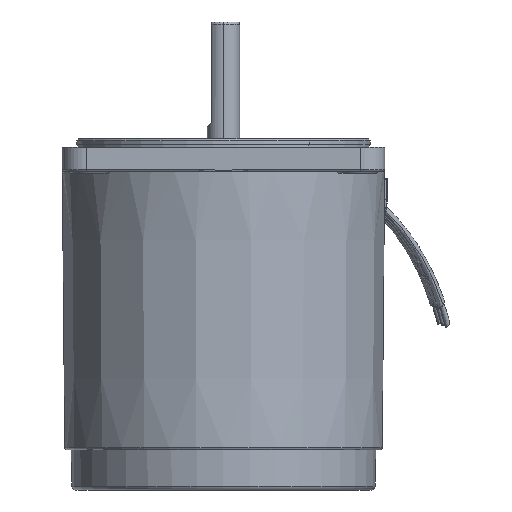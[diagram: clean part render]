
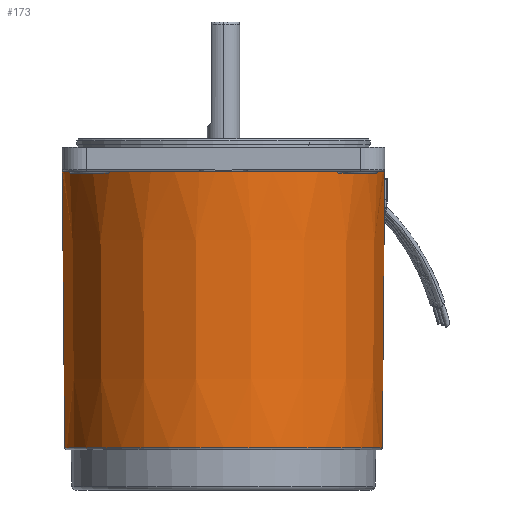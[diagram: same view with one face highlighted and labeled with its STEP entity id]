
A CAD part, left-side view. The second image highlights one B-rep face of the part: STEP entity #173.
In plain terms, the highlighted conical face has half-angle 0.5 degrees and reference radius 39.35 mm.
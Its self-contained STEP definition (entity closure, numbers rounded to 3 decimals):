
#63 = VERTEX_POINT ( 'NONE', #15061 ) ;
#106 = VERTEX_POINT ( 'NONE', #15147 ) ;
#159 = ORIENTED_EDGE ( 'NONE', *, *, #192, .F. ) ;
#162 = VERTEX_POINT ( 'NONE', #15291 ) ;
#163 = ORIENTED_EDGE ( 'NONE', *, *, #184, .F. ) ;
#168 = ORIENTED_EDGE ( 'NONE', *, *, #172, .T. ) ;
#169 = ORIENTED_EDGE ( 'NONE', *, *, #181, .T. ) ;
#172 = EDGE_CURVE ( 'NONE', #182, #183, #15322, .T. ) ;
#173 = ADVANCED_FACE ( 'NONE', ( #15318 ), #15323, .T. ) ;
#175 = ORIENTED_EDGE ( 'NONE', *, *, #196, .F. ) ;
#176 = VERTEX_POINT ( 'NONE', #15330 ) ;
#180 = EDGE_LOOP ( 'NONE', ( #169, #168, #175, #159, #190, #163, #199, #201 ) ) ;
#181 = EDGE_CURVE ( 'NONE', #106, #182, #15319, .T. ) ;
#182 = VERTEX_POINT ( 'NONE', #15361 ) ;
#183 = VERTEX_POINT ( 'NONE', #15331 ) ;
#184 = EDGE_CURVE ( 'NONE', #195, #63, #15362, .T. ) ;
#188 = VERTEX_POINT ( 'NONE', #15345 ) ;
#190 = ORIENTED_EDGE ( 'NONE', *, *, #194, .F. ) ;
#192 = EDGE_CURVE ( 'NONE', #176, #188, #15402, .T. ) ;
#193 = EDGE_CURVE ( 'NONE', #106, #162, #15399, .T. ) ;
#194 = EDGE_CURVE ( 'NONE', #63, #176, #15317, .T. ) ;
#195 = VERTEX_POINT ( 'NONE', #15394 ) ;
#196 = EDGE_CURVE ( 'NONE', #188, #183, #15395, .T. ) ;
#199 = ORIENTED_EDGE ( 'NONE', *, *, #203, .F. ) ;
#201 = ORIENTED_EDGE ( 'NONE', *, *, #193, .F. ) ;
#203 = EDGE_CURVE ( 'NONE', #162, #195, #15380, .T. ) ;
#15061 = CARTESIAN_POINT ( 'NONE',  ( 5.964, 39.5, -6. ) ) ;
#15147 = CARTESIAN_POINT ( 'NONE',  ( 39.35, 0., -74.504 ) ) ;
#15291 = CARTESIAN_POINT ( 'NONE',  ( 39.948, 0., -6. ) ) ;
#15314 = DIRECTION ( 'NONE',  ( -0.009, 0., 1. ) ) ;
#15315 = VECTOR ( 'NONE', #15314, 1000. ) ;
#15316 = CARTESIAN_POINT ( 'NONE',  ( -39.35, 0., -74.504 ) ) ;
#15317 = CIRCLE ( 'NONE', #15391, 39.948 ) ;
#15318 = FACE_OUTER_BOUND ( 'NONE', #180, .T. ) ;
#15319 = CIRCLE ( 'NONE', #15366, 39.35 ) ;
#15322 = LINE ( 'NONE', #15316, #15315 ) ;
#15323 = CONICAL_SURFACE ( 'NONE', #15326, 39.35, 0.009 ) ;
#15326 = AXIS2_PLACEMENT_3D ( 'NONE', #15369, #15368, #15367 ) ;
#15330 = CARTESIAN_POINT ( 'NONE',  ( -5.964, 39.5, -6. ) ) ;
#15331 = CARTESIAN_POINT ( 'NONE',  ( -39.948, 0., -6. ) ) ;
#15343 = CARTESIAN_POINT ( 'NONE',  ( 0., 0., -6. ) ) ;
#15344 = CARTESIAN_POINT ( 'NONE',  ( 39.35, 0., -74.504 ) ) ;
#15345 = CARTESIAN_POINT ( 'NONE',  ( -39.5, 5.964, -6. ) ) ;
#15346 = AXIS2_PLACEMENT_3D ( 'NONE', #15343, #15398, #15397 ) ;
#15350 = CARTESIAN_POINT ( 'NONE',  ( 0., 0., -6. ) ) ;
#15353 = DIRECTION ( 'NONE',  ( 1., 0., 0. ) ) ;
#15354 = DIRECTION ( 'NONE',  ( 0., 0., 1. ) ) ;
#15357 = DIRECTION ( 'NONE',  ( 1., 0., 0. ) ) ;
#15358 = CARTESIAN_POINT ( 'NONE',  ( 0., 0., -6. ) ) ;
#15361 = CARTESIAN_POINT ( 'NONE',  ( -39.35, 0., -74.504 ) ) ;
#15362 = CIRCLE ( 'NONE', #15365, 39.948 ) ;
#15365 = AXIS2_PLACEMENT_3D ( 'NONE', #15358, #15354, #15353 ) ;
#15366 = AXIS2_PLACEMENT_3D ( 'NONE', #15370, #15373, #15357 ) ;
#15367 = DIRECTION ( 'NONE',  ( 1., 0., 0. ) ) ;
#15368 = DIRECTION ( 'NONE',  ( 0., 0., 1. ) ) ;
#15369 = CARTESIAN_POINT ( 'NONE',  ( 0., 0., -74.504 ) ) ;
#15370 = CARTESIAN_POINT ( 'NONE',  ( 0., 0., -74.504 ) ) ;
#15373 = DIRECTION ( 'NONE',  ( 0., 0., 1. ) ) ;
#15380 = CIRCLE ( 'NONE', #15429, 39.948 ) ;
#15382 = DIRECTION ( 'NONE',  ( 1., 0., 0. ) ) ;
#15383 = DIRECTION ( 'NONE',  ( 0., 0., 1. ) ) ;
#15384 = CARTESIAN_POINT ( 'NONE',  ( 0., 0., -6. ) ) ;
#15385 = AXIS2_PLACEMENT_3D ( 'NONE', #15384, #15383, #15382 ) ;
#15388 = DIRECTION ( 'NONE',  ( 1., 0., 0. ) ) ;
#15391 = AXIS2_PLACEMENT_3D ( 'NONE', #15350, #15396, #15388 ) ;
#15392 = DIRECTION ( 'NONE',  ( 0.009, 0., 1. ) ) ;
#15393 = VECTOR ( 'NONE', #15392, 1000. ) ;
#15394 = CARTESIAN_POINT ( 'NONE',  ( 39.5, 5.964, -6. ) ) ;
#15395 = CIRCLE ( 'NONE', #15385, 39.948 ) ;
#15396 = DIRECTION ( 'NONE',  ( 0., 0., 1. ) ) ;
#15397 = DIRECTION ( 'NONE',  ( 1., 0., 0. ) ) ;
#15398 = DIRECTION ( 'NONE',  ( 0., 0., 1. ) ) ;
#15399 = LINE ( 'NONE', #15344, #15393 ) ;
#15402 = CIRCLE ( 'NONE', #15346, 39.948 ) ;
#15427 = DIRECTION ( 'NONE',  ( 1., 0., 0. ) ) ;
#15428 = DIRECTION ( 'NONE',  ( 0., 0., 1. ) ) ;
#15429 = AXIS2_PLACEMENT_3D ( 'NONE', #15433, #15428, #15427 ) ;
#15433 = CARTESIAN_POINT ( 'NONE',  ( 0., 0., -6. ) ) ;
